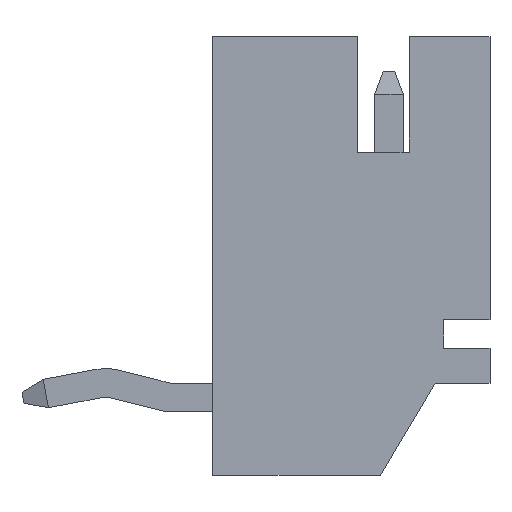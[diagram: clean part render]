
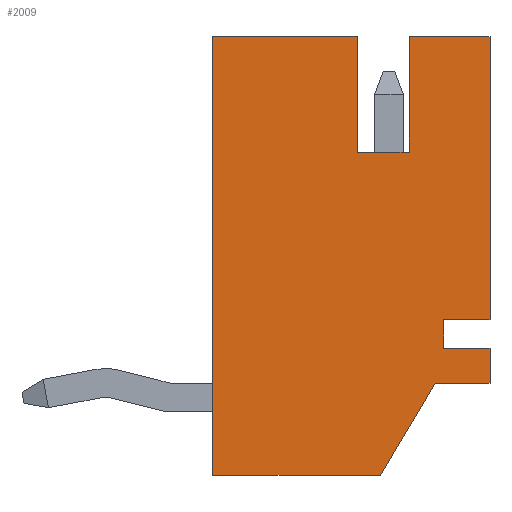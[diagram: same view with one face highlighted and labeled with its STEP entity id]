
A CAD part, left-side view. The second image highlights one B-rep face of the part: STEP entity #2009.
In plain terms, the highlighted planar face has unit normal (-1, 0, 0).
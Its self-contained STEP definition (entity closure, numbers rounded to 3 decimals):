
#222=ORIENTED_EDGE('',*,*,#773,.F.);
#223=ORIENTED_EDGE('',*,*,#774,.F.);
#224=ORIENTED_EDGE('',*,*,#775,.F.);
#225=ORIENTED_EDGE('',*,*,#776,.T.);
#226=ORIENTED_EDGE('',*,*,#727,.T.);
#227=ORIENTED_EDGE('',*,*,#777,.F.);
#228=ORIENTED_EDGE('',*,*,#778,.F.);
#229=ORIENTED_EDGE('',*,*,#707,.T.);
#230=ORIENTED_EDGE('',*,*,#665,.T.);
#231=ORIENTED_EDGE('',*,*,#779,.T.);
#232=ORIENTED_EDGE('',*,*,#780,.T.);
#233=ORIENTED_EDGE('',*,*,#781,.T.);
#234=ORIENTED_EDGE('',*,*,#735,.T.);
#235=ORIENTED_EDGE('',*,*,#732,.T.);
#665=EDGE_CURVE('',#955,#954,#1145,.T.);
#707=EDGE_CURVE('',#985,#955,#1185,.T.);
#727=EDGE_CURVE('',#998,#997,#1204,.T.);
#732=EDGE_CURVE('',#1003,#1002,#1209,.T.);
#735=EDGE_CURVE('',#1005,#1003,#1212,.T.);
#773=EDGE_CURVE('',#1039,#1002,#1250,.T.);
#774=EDGE_CURVE('',#1040,#1039,#1251,.T.);
#775=EDGE_CURVE('',#1041,#1040,#1252,.T.);
#776=EDGE_CURVE('',#1041,#998,#1253,.T.);
#777=EDGE_CURVE('',#1042,#997,#1254,.T.);
#778=EDGE_CURVE('',#985,#1042,#1255,.T.);
#779=EDGE_CURVE('',#954,#1043,#1256,.T.);
#780=EDGE_CURVE('',#1043,#1044,#1257,.T.);
#781=EDGE_CURVE('',#1044,#1005,#1258,.T.);
#954=VERTEX_POINT('',#2811);
#955=VERTEX_POINT('',#2813);
#985=VERTEX_POINT('',#2894);
#997=VERTEX_POINT('',#2931);
#998=VERTEX_POINT('',#2933);
#1002=VERTEX_POINT('',#2942);
#1003=VERTEX_POINT('',#2944);
#1005=VERTEX_POINT('',#2950);
#1039=VERTEX_POINT('',#3026);
#1040=VERTEX_POINT('',#3028);
#1041=VERTEX_POINT('',#3030);
#1042=VERTEX_POINT('',#3033);
#1043=VERTEX_POINT('',#3036);
#1044=VERTEX_POINT('',#3038);
#1145=LINE('',#2812,#1420);
#1185=LINE('',#2893,#1460);
#1204=LINE('',#2932,#1479);
#1209=LINE('',#2943,#1484);
#1212=LINE('',#2949,#1487);
#1250=LINE('',#3025,#1525);
#1251=LINE('',#3027,#1526);
#1252=LINE('',#3029,#1527);
#1253=LINE('',#3031,#1528);
#1254=LINE('',#3032,#1529);
#1255=LINE('',#3034,#1530);
#1256=LINE('',#3035,#1531);
#1257=LINE('',#3037,#1532);
#1258=LINE('',#3039,#1533);
#1420=VECTOR('',#2274,1000.);
#1460=VECTOR('',#2336,1000.);
#1479=VECTOR('',#2369,1000.);
#1484=VECTOR('',#2376,1000.);
#1487=VECTOR('',#2381,1000.);
#1525=VECTOR('',#2427,1000.);
#1526=VECTOR('',#2428,1000.);
#1527=VECTOR('',#2429,1000.);
#1528=VECTOR('',#2430,1000.);
#1529=VECTOR('',#2431,1000.);
#1530=VECTOR('',#2432,1000.);
#1531=VECTOR('',#2433,1000.);
#1532=VECTOR('',#2434,1000.);
#1533=VECTOR('',#2435,1000.);
#1698=EDGE_LOOP('',(#222,#223,#224,#225,#226,#227,#228,#229,#230,#231,#232,
#233,#234,#235));
#1807=FACE_BOUND('',#1698,.T.);
#1914=PLANE('',#2143);
#2009=ADVANCED_FACE('',(#1807),#1914,.T.);
#2143=AXIS2_PLACEMENT_3D('',#3024,#2425,#2426);
#2274=DIRECTION('',(0.,0.,1.));
#2336=DIRECTION('',(0.,-1.,0.));
#2369=DIRECTION('',(0.,0.,-1.));
#2376=DIRECTION('',(0.,1.,0.));
#2381=DIRECTION('',(0.,0.,1.));
#2425=DIRECTION('',(-1.,0.,0.));
#2426=DIRECTION('',(0.,0.,1.));
#2427=DIRECTION('',(0.,0.,1.));
#2428=DIRECTION('',(0.,-1.,0.));
#2429=DIRECTION('',(0.,0.,-1.));
#2430=DIRECTION('',(0.,1.,0.));
#2431=DIRECTION('',(0.,1.,0.));
#2432=DIRECTION('',(0.,0.511,-0.86));
#2433=DIRECTION('',(0.,1.,0.));
#2434=DIRECTION('',(0.,0.,1.));
#2435=DIRECTION('',(0.,-1.,0.));
#2811=CARTESIAN_POINT('',(-3.,-2.4,-2.4));
#2812=CARTESIAN_POINT('',(-3.,-2.4,-3.));
#2813=CARTESIAN_POINT('',(-3.,-2.4,-3.));
#2893=CARTESIAN_POINT('',(-3.,2.4,-3.));
#2894=CARTESIAN_POINT('',(-3.,-1.45,-3.));
#2931=CARTESIAN_POINT('',(-3.,2.4,-4.6));
#2932=CARTESIAN_POINT('',(-3.,2.4,3.));
#2933=CARTESIAN_POINT('',(-3.,2.4,3.));
#2942=CARTESIAN_POINT('',(-3.,-1.,3.));
#2943=CARTESIAN_POINT('',(-3.,-2.4,3.));
#2944=CARTESIAN_POINT('',(-3.,-2.4,3.));
#2949=CARTESIAN_POINT('',(-3.,-2.4,-3.));
#2950=CARTESIAN_POINT('',(-3.,-2.4,-1.9));
#3024=CARTESIAN_POINT('',(-3.,0.,0.));
#3025=CARTESIAN_POINT('',(-3.,-1.,1.));
#3026=CARTESIAN_POINT('',(-3.,-1.,1.));
#3027=CARTESIAN_POINT('',(-3.,-0.1,1.));
#3028=CARTESIAN_POINT('',(-3.,-0.1,1.));
#3029=CARTESIAN_POINT('',(-3.,-0.1,3.));
#3030=CARTESIAN_POINT('',(-3.,-0.1,3.));
#3031=CARTESIAN_POINT('',(-3.,-2.4,3.));
#3032=CARTESIAN_POINT('',(-3.,-0.5,-4.6));
#3033=CARTESIAN_POINT('',(-3.,-0.5,-4.6));
#3034=CARTESIAN_POINT('',(-3.,-1.45,-3.));
#3035=CARTESIAN_POINT('',(-3.,0.,-2.4));
#3036=CARTESIAN_POINT('',(-3.,-1.6,-2.4));
#3037=CARTESIAN_POINT('',(-3.,-1.6,0.));
#3038=CARTESIAN_POINT('',(-3.,-1.6,-1.9));
#3039=CARTESIAN_POINT('',(-3.,0.,-1.9));
